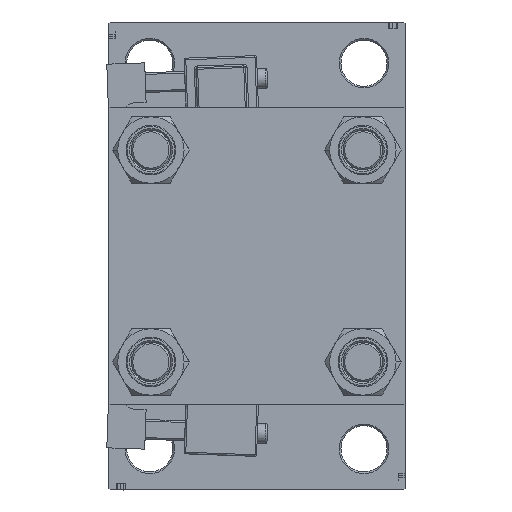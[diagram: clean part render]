
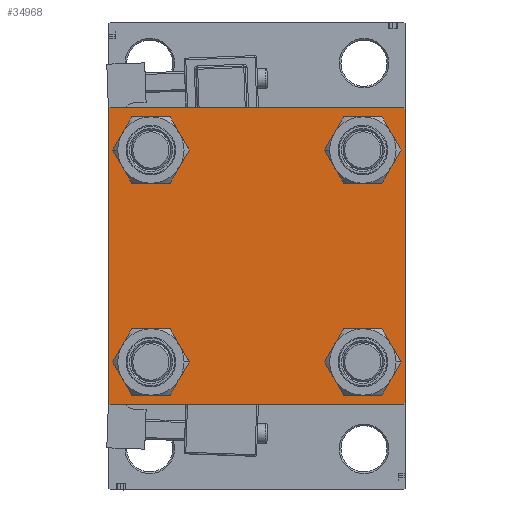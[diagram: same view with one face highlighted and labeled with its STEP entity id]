
A CAD part, left-side view. The second image highlights one B-rep face of the part: STEP entity #34968.
In plain terms, the highlighted planar face has unit normal (-1, 0, 0).
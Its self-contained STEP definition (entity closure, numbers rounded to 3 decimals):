
#111 = ORIENTED_EDGE ( 'NONE', *, *, #18544, .T. ) ;
#282 = ORIENTED_EDGE ( 'NONE', *, *, #38412, .T. ) ;
#698 = EDGE_LOOP ( 'NONE', ( #49373, #33641 ) ) ;
#773 = DIRECTION ( 'NONE',  ( 0., 0., 1. ) ) ;
#1278 = VERTEX_POINT ( 'NONE', #5425 ) ;
#1416 = DIRECTION ( 'NONE',  ( 0., 0., 1. ) ) ;
#1596 = CIRCLE ( 'NONE', #51025, 6.5 ) ;
#1733 = VERTEX_POINT ( 'NONE', #41921 ) ;
#2564 = CARTESIAN_POINT ( 'NONE',  ( 0., 0., 0. ) ) ;
#2789 = CIRCLE ( 'NONE', #21171, 6.5 ) ;
#2839 = CARTESIAN_POINT ( 'NONE',  ( 0., 44.75, 44.75 ) ) ;
#3073 = FACE_OUTER_BOUND ( 'NONE', #38977, .T. ) ;
#4240 = DIRECTION ( 'NONE',  ( 0., 0.707, 0.707 ) ) ;
#5373 = EDGE_LOOP ( 'NONE', ( #14249, #25288 ) ) ;
#5425 = CARTESIAN_POINT ( 'NONE',  ( 0., -32.15, 25.65 ) ) ;
#5494 = DIRECTION ( 'NONE',  ( 1., 0., 0. ) ) ;
#6315 = CARTESIAN_POINT ( 'NONE',  ( 0., 32.15, -32.15 ) ) ;
#6368 = CARTESIAN_POINT ( 'NONE',  ( 0., -44.75, 44.75 ) ) ;
#7259 = DIRECTION ( 'NONE',  ( -1., 0., 0. ) ) ;
#7721 = LINE ( 'NONE', #19497, #43227 ) ;
#9080 = CARTESIAN_POINT ( 'NONE',  ( 0., 32.15, -25.65 ) ) ;
#9719 = AXIS2_PLACEMENT_3D ( 'NONE', #22422, #14555, #50526 ) ;
#10234 = CARTESIAN_POINT ( 'NONE',  ( 0., 45., -44.5 ) ) ;
#11321 = ORIENTED_EDGE ( 'NONE', *, *, #31366, .T. ) ;
#11988 = CARTESIAN_POINT ( 'NONE',  ( 0., -45., 45. ) ) ;
#12306 = LINE ( 'NONE', #49296, #46016 ) ;
#12335 = CARTESIAN_POINT ( 'NONE',  ( 0., 45., 45. ) ) ;
#12991 = VERTEX_POINT ( 'NONE', #33687 ) ;
#14012 = DIRECTION ( 'NONE',  ( 0., -0.707, -0.707 ) ) ;
#14082 = FACE_BOUND ( 'NONE', #5373, .T. ) ;
#14176 = DIRECTION ( 'NONE',  ( 0., 0., 1. ) ) ;
#14249 = ORIENTED_EDGE ( 'NONE', *, *, #17430, .T. ) ;
#14266 = VECTOR ( 'NONE', #4240, 1000. ) ;
#14302 = EDGE_CURVE ( 'NONE', #16064, #43142, #17935, .T. ) ;
#14555 = DIRECTION ( 'NONE',  ( 1., 0., 0. ) ) ;
#15852 = DIRECTION ( 'NONE',  ( 0., 0., 1. ) ) ;
#16064 = VERTEX_POINT ( 'NONE', #10234 ) ;
#16185 = ORIENTED_EDGE ( 'NONE', *, *, #23746, .T. ) ;
#16365 = ORIENTED_EDGE ( 'NONE', *, *, #48382, .T. ) ;
#16434 = VERTEX_POINT ( 'NONE', #37772 ) ;
#16801 = EDGE_CURVE ( 'NONE', #19965, #38004, #40235, .T. ) ;
#17293 = AXIS2_PLACEMENT_3D ( 'NONE', #40898, #36956, #773 ) ;
#17430 = EDGE_CURVE ( 'NONE', #38355, #40936, #23129, .T. ) ;
#17824 = EDGE_LOOP ( 'NONE', ( #30986, #11321 ) ) ;
#17905 = CARTESIAN_POINT ( 'NONE',  ( 0., 32.15, -38.65 ) ) ;
#17935 = LINE ( 'NONE', #49980, #33044 ) ;
#18024 = EDGE_CURVE ( 'NONE', #43142, #16434, #7721, .T. ) ;
#18034 = DIRECTION ( 'NONE',  ( 0., 0.707, -0.707 ) ) ;
#18498 = EDGE_CURVE ( 'NONE', #40936, #38355, #43269, .T. ) ;
#18544 = EDGE_CURVE ( 'NONE', #19965, #19602, #46649, .T. ) ;
#19327 = LINE ( 'NONE', #11988, #37859 ) ;
#19497 = CARTESIAN_POINT ( 'NONE',  ( 0., 45., -45. ) ) ;
#19602 = VERTEX_POINT ( 'NONE', #20886 ) ;
#19840 = AXIS2_PLACEMENT_3D ( 'NONE', #28196, #40526, #15852 ) ;
#19965 = VERTEX_POINT ( 'NONE', #30012 ) ;
#20280 = CARTESIAN_POINT ( 'NONE',  ( 0., 45., 45. ) ) ;
#20389 = VECTOR ( 'NONE', #44627, 1000. ) ;
#20886 = CARTESIAN_POINT ( 'NONE',  ( 0., 45., 44.5 ) ) ;
#20940 = DIRECTION ( 'NONE',  ( 0., -0.707, 0.707 ) ) ;
#21031 = EDGE_CURVE ( 'NONE', #51674, #43081, #21559, .T. ) ;
#21056 = CARTESIAN_POINT ( 'NONE',  ( 0., 32.15, 32.15 ) ) ;
#21171 = AXIS2_PLACEMENT_3D ( 'NONE', #27607, #5494, #45366 ) ;
#21536 = CARTESIAN_POINT ( 'NONE',  ( 0., -45., 44.5 ) ) ;
#21559 = CIRCLE ( 'NONE', #24075, 6.5 ) ;
#22279 = DIRECTION ( 'NONE',  ( 1., 0., 0. ) ) ;
#22422 = CARTESIAN_POINT ( 'NONE',  ( 0., -32.15, -32.15 ) ) ;
#22714 = PLANE ( 'NONE',  #31718 ) ;
#22889 = DIRECTION ( 'NONE',  ( 1., 0., 0. ) ) ;
#22918 = ORIENTED_EDGE ( 'NONE', *, *, #23935, .T. ) ;
#23129 = CIRCLE ( 'NONE', #34012, 6.5 ) ;
#23746 = EDGE_CURVE ( 'NONE', #47381, #1733, #1596, .T. ) ;
#23935 = EDGE_CURVE ( 'NONE', #16434, #12991, #12306, .T. ) ;
#24009 = EDGE_LOOP ( 'NONE', ( #33213, #16185 ) ) ;
#24075 = AXIS2_PLACEMENT_3D ( 'NONE', #31035, #22889, #38912 ) ;
#25288 = ORIENTED_EDGE ( 'NONE', *, *, #18498, .T. ) ;
#25599 = EDGE_CURVE ( 'NONE', #1733, #47381, #44934, .T. ) ;
#25978 = CARTESIAN_POINT ( 'NONE',  ( 0., -32.15, -32.15 ) ) ;
#26012 = CARTESIAN_POINT ( 'NONE',  ( 0., 32.15, 38.65 ) ) ;
#26016 = VERTEX_POINT ( 'NONE', #32048 ) ;
#26874 = ORIENTED_EDGE ( 'NONE', *, *, #18024, .T. ) ;
#26887 = CIRCLE ( 'NONE', #33592, 6.5 ) ;
#27130 = ORIENTED_EDGE ( 'NONE', *, *, #44820, .F. ) ;
#27607 = CARTESIAN_POINT ( 'NONE',  ( 0., -32.15, 32.15 ) ) ;
#28196 = CARTESIAN_POINT ( 'NONE',  ( 0., -32.15, 32.15 ) ) ;
#28698 = DIRECTION ( 'NONE',  ( 1., 0., 0. ) ) ;
#30012 = CARTESIAN_POINT ( 'NONE',  ( 0., 44.5, 45. ) ) ;
#30441 = DIRECTION ( 'NONE',  ( 1., 0., 0. ) ) ;
#30866 = DIRECTION ( 'NONE',  ( 0., 0., 1. ) ) ;
#30986 = ORIENTED_EDGE ( 'NONE', *, *, #47218, .T. ) ;
#31035 = CARTESIAN_POINT ( 'NONE',  ( 0., 32.15, 32.15 ) ) ;
#31366 = EDGE_CURVE ( 'NONE', #1278, #26016, #51695, .T. ) ;
#31718 = AXIS2_PLACEMENT_3D ( 'NONE', #2564, #7259, #30866 ) ;
#32048 = CARTESIAN_POINT ( 'NONE',  ( 0., -32.15, 38.65 ) ) ;
#33044 = VECTOR ( 'NONE', #14012, 1000. ) ;
#33161 = VECTOR ( 'NONE', #36300, 1000. ) ;
#33213 = ORIENTED_EDGE ( 'NONE', *, *, #25599, .T. ) ;
#33592 = AXIS2_PLACEMENT_3D ( 'NONE', #21056, #28698, #1416 ) ;
#33641 = ORIENTED_EDGE ( 'NONE', *, *, #21031, .T. ) ;
#33687 = CARTESIAN_POINT ( 'NONE',  ( 0., -45., -44.5 ) ) ;
#34012 = AXIS2_PLACEMENT_3D ( 'NONE', #6315, #22279, #35646 ) ;
#34802 = FACE_BOUND ( 'NONE', #17824, .T. ) ;
#34968 = ADVANCED_FACE ( 'NONE', ( #34802, #38230, #14082, #35063, #3073 ), #22714, .T. ) ;
#35063 = FACE_BOUND ( 'NONE', #698, .T. ) ;
#35352 = DIRECTION ( 'NONE',  ( 0., 0., -1. ) ) ;
#35422 = CARTESIAN_POINT ( 'NONE',  ( 0., 32.15, 25.65 ) ) ;
#35646 = DIRECTION ( 'NONE',  ( 0., 0., 1. ) ) ;
#36300 = DIRECTION ( 'NONE',  ( 0., -1., 0. ) ) ;
#36536 = VERTEX_POINT ( 'NONE', #21536 ) ;
#36956 = DIRECTION ( 'NONE',  ( 1., 0., 0. ) ) ;
#37772 = CARTESIAN_POINT ( 'NONE',  ( 0., -44.5, -45. ) ) ;
#37859 = VECTOR ( 'NONE', #35352, 1000. ) ;
#38004 = VERTEX_POINT ( 'NONE', #49273 ) ;
#38230 = FACE_BOUND ( 'NONE', #24009, .T. ) ;
#38355 = VERTEX_POINT ( 'NONE', #9080 ) ;
#38412 = EDGE_CURVE ( 'NONE', #36536, #38004, #42307, .T. ) ;
#38585 = CARTESIAN_POINT ( 'NONE',  ( 0., -32.15, -38.65 ) ) ;
#38912 = DIRECTION ( 'NONE',  ( 0., 0., 1. ) ) ;
#38977 = EDGE_LOOP ( 'NONE', ( #16365, #43139, #26874, #22918, #27130, #282, #39733, #111 ) ) ;
#39733 = ORIENTED_EDGE ( 'NONE', *, *, #16801, .F. ) ;
#39833 = EDGE_CURVE ( 'NONE', #43081, #51674, #26887, .T. ) ;
#40156 = LINE ( 'NONE', #12335, #20389 ) ;
#40235 = LINE ( 'NONE', #20280, #33161 ) ;
#40526 = DIRECTION ( 'NONE',  ( 1., 0., 0. ) ) ;
#40898 = CARTESIAN_POINT ( 'NONE',  ( 0., 32.15, -32.15 ) ) ;
#40936 = VERTEX_POINT ( 'NONE', #17905 ) ;
#41921 = CARTESIAN_POINT ( 'NONE',  ( 0., -32.15, -25.65 ) ) ;
#42307 = LINE ( 'NONE', #6368, #14266 ) ;
#43081 = VERTEX_POINT ( 'NONE', #26012 ) ;
#43139 = ORIENTED_EDGE ( 'NONE', *, *, #14302, .T. ) ;
#43142 = VERTEX_POINT ( 'NONE', #47261 ) ;
#43227 = VECTOR ( 'NONE', #43664, 1000. ) ;
#43269 = CIRCLE ( 'NONE', #17293, 6.5 ) ;
#43664 = DIRECTION ( 'NONE',  ( 0., -1., 0. ) ) ;
#44627 = DIRECTION ( 'NONE',  ( 0., 0., -1. ) ) ;
#44820 = EDGE_CURVE ( 'NONE', #36536, #12991, #19327, .T. ) ;
#44934 = CIRCLE ( 'NONE', #9719, 6.5 ) ;
#45366 = DIRECTION ( 'NONE',  ( 0., 0., 1. ) ) ;
#46016 = VECTOR ( 'NONE', #20940, 1000. ) ;
#46649 = LINE ( 'NONE', #2839, #50845 ) ;
#47218 = EDGE_CURVE ( 'NONE', #26016, #1278, #2789, .T. ) ;
#47261 = CARTESIAN_POINT ( 'NONE',  ( 0., 44.5, -45. ) ) ;
#47381 = VERTEX_POINT ( 'NONE', #38585 ) ;
#48382 = EDGE_CURVE ( 'NONE', #19602, #16064, #40156, .T. ) ;
#49273 = CARTESIAN_POINT ( 'NONE',  ( 0., -44.5, 45. ) ) ;
#49296 = CARTESIAN_POINT ( 'NONE',  ( 0., -44.75, -44.75 ) ) ;
#49373 = ORIENTED_EDGE ( 'NONE', *, *, #39833, .T. ) ;
#49980 = CARTESIAN_POINT ( 'NONE',  ( 0., 44.75, -44.75 ) ) ;
#50526 = DIRECTION ( 'NONE',  ( 0., 0., 1. ) ) ;
#50845 = VECTOR ( 'NONE', #18034, 1000. ) ;
#51025 = AXIS2_PLACEMENT_3D ( 'NONE', #25978, #30441, #14176 ) ;
#51674 = VERTEX_POINT ( 'NONE', #35422 ) ;
#51695 = CIRCLE ( 'NONE', #19840, 6.5 ) ;
